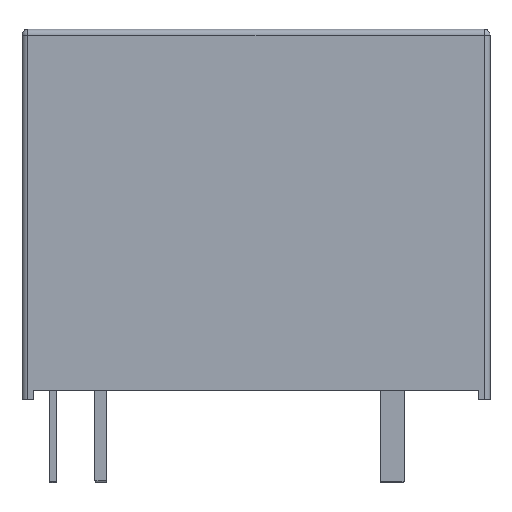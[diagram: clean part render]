
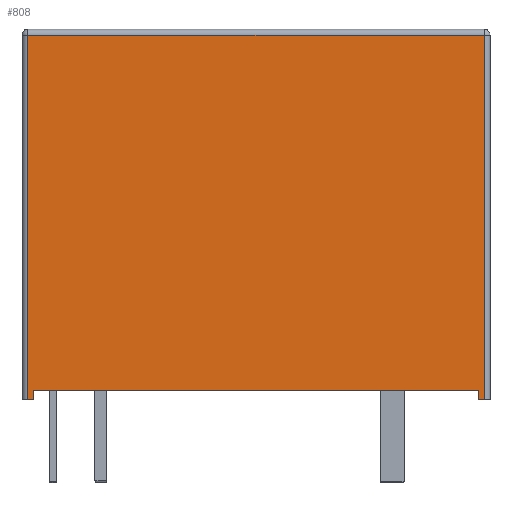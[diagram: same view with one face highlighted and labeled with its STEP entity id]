
A CAD part, front view. The second image highlights one B-rep face of the part: STEP entity #808.
In plain terms, the highlighted planar face has unit normal (0, -1, 0).
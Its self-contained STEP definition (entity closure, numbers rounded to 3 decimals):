
#251 = VERTEX_POINT('',#252);
#252 = CARTESIAN_POINT('',(17.8,-7.7,0.48));
#258 = EDGE_CURVE('',#259,#251,#261,.T.);
#259 = VERTEX_POINT('',#260);
#260 = CARTESIAN_POINT('',(-0.8,-7.7,0.48));
#261 = LINE('',#262,#263);
#262 = CARTESIAN_POINT('',(13.4,-7.7,0.48));
#263 = VECTOR('',#264,1.);
#264 = DIRECTION('',(1.,0.,0.));
#765 = VERTEX_POINT('',#766);
#766 = CARTESIAN_POINT('',(17.8,-7.7,0.1));
#774 = EDGE_CURVE('',#765,#251,#775,.T.);
#775 = LINE('',#776,#777);
#776 = CARTESIAN_POINT('',(17.8,-7.7,0.1));
#777 = VECTOR('',#778,1.);
#778 = DIRECTION('',(0.,0.,1.));
#808 = ADVANCED_FACE('',(#809),#859,.T.);
#809 = FACE_BOUND('',#810,.T.);
#810 = EDGE_LOOP('',(#811,#821,#829,#837,#845,#851,#852,#853));
#811 = ORIENTED_EDGE('',*,*,#812,.T.);
#812 = EDGE_CURVE('',#813,#815,#817,.T.);
#813 = VERTEX_POINT('',#814);
#814 = CARTESIAN_POINT('',(18.05,-7.7,0.1));
#815 = VERTEX_POINT('',#816);
#816 = CARTESIAN_POINT('',(18.05,-7.7,15.35));
#817 = LINE('',#818,#819);
#818 = CARTESIAN_POINT('',(18.05,-7.7,0.1));
#819 = VECTOR('',#820,1.);
#820 = DIRECTION('',(0.,0.,1.));
#821 = ORIENTED_EDGE('',*,*,#822,.T.);
#822 = EDGE_CURVE('',#815,#823,#825,.T.);
#823 = VERTEX_POINT('',#824);
#824 = CARTESIAN_POINT('',(-1.05,-7.7,15.35));
#825 = LINE('',#826,#827);
#826 = CARTESIAN_POINT('',(18.05,-7.7,15.35));
#827 = VECTOR('',#828,1.);
#828 = DIRECTION('',(-1.,0.,0.));
#829 = ORIENTED_EDGE('',*,*,#830,.F.);
#830 = EDGE_CURVE('',#831,#823,#833,.T.);
#831 = VERTEX_POINT('',#832);
#832 = CARTESIAN_POINT('',(-1.05,-7.7,0.1));
#833 = LINE('',#834,#835);
#834 = CARTESIAN_POINT('',(-1.05,-7.7,0.1));
#835 = VECTOR('',#836,1.);
#836 = DIRECTION('',(0.,0.,1.));
#837 = ORIENTED_EDGE('',*,*,#838,.F.);
#838 = EDGE_CURVE('',#839,#831,#841,.T.);
#839 = VERTEX_POINT('',#840);
#840 = CARTESIAN_POINT('',(-0.8,-7.7,0.1));
#841 = LINE('',#842,#843);
#842 = CARTESIAN_POINT('',(18.3,-7.7,0.1));
#843 = VECTOR('',#844,1.);
#844 = DIRECTION('',(-1.,0.,0.));
#845 = ORIENTED_EDGE('',*,*,#846,.F.);
#846 = EDGE_CURVE('',#259,#839,#847,.T.);
#847 = LINE('',#848,#849);
#848 = CARTESIAN_POINT('',(-0.8,-7.7,0.1));
#849 = VECTOR('',#850,1.);
#850 = DIRECTION('',(0.,0.,-1.));
#851 = ORIENTED_EDGE('',*,*,#258,.T.);
#852 = ORIENTED_EDGE('',*,*,#774,.F.);
#853 = ORIENTED_EDGE('',*,*,#854,.F.);
#854 = EDGE_CURVE('',#813,#765,#855,.T.);
#855 = LINE('',#856,#857);
#856 = CARTESIAN_POINT('',(18.3,-7.7,0.1));
#857 = VECTOR('',#858,1.);
#858 = DIRECTION('',(-1.,0.,0.));
#859 = PLANE('',#860);
#860 = AXIS2_PLACEMENT_3D('',#861,#862,#863);
#861 = CARTESIAN_POINT('',(18.3,-7.7,0.1));
#862 = DIRECTION('',(0.,-1.,0.));
#863 = DIRECTION('',(-1.,0.,0.));
